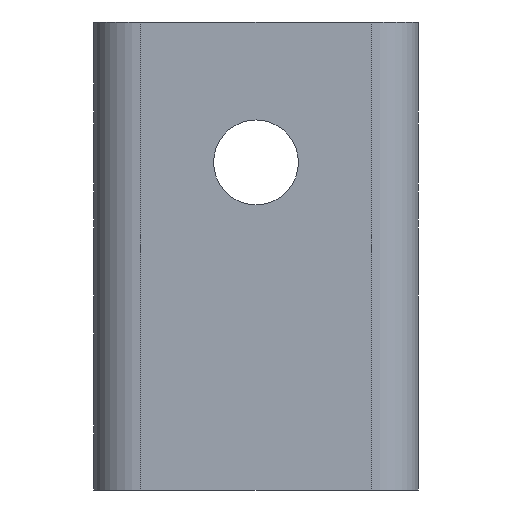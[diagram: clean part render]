
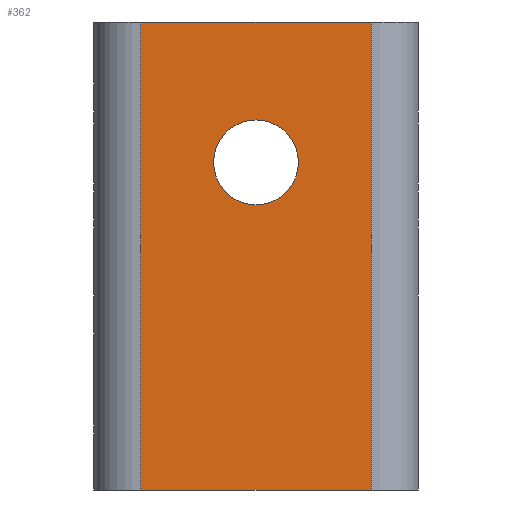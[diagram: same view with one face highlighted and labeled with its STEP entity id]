
A CAD part, front view. The second image highlights one B-rep face of the part: STEP entity #362.
In plain terms, the highlighted planar face has unit normal (0, -1, 0).
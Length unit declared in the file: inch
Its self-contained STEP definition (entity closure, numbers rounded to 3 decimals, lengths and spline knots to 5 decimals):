
#15 = VERTEX_POINT ( 'NONE', #1259 ) ;
#55 = VERTEX_POINT ( 'NONE', #1782 ) ;
#162 = CARTESIAN_POINT ( 'NONE',  ( -0.185, 0., -0.75 ) ) ;
#177 = VERTEX_POINT ( 'NONE', #162 ) ;
#194 = EDGE_CURVE ( 'NONE', #177, #481, #1350, .T. ) ;
#269 = EDGE_LOOP ( 'NONE', ( #977, #950, #1796, #607 ) ) ;
#274 = DIRECTION ( 'NONE',  ( 0., -1., 0. ) ) ;
#362 = ADVANCED_FACE ( 'NONE', ( #1201, #867 ), #1595, .T. ) ;
#367 = CIRCLE ( 'NONE', #1193, 0.068 ) ;
#404 = VERTEX_POINT ( 'NONE', #586 ) ;
#405 = DIRECTION ( 'NONE',  ( 0., -1., 0. ) ) ;
#417 = EDGE_CURVE ( 'NONE', #1535, #177, #2123, .T. ) ;
#466 = DIRECTION ( 'NONE',  ( 1., 0., 0. ) ) ;
#481 = VERTEX_POINT ( 'NONE', #1420 ) ;
#482 = LINE ( 'NONE', #1972, #1404 ) ;
#483 = CARTESIAN_POINT ( 'NONE',  ( -0.26, 0., -0.75 ) ) ;
#489 = CARTESIAN_POINT ( 'NONE',  ( -0.26, 0., 0. ) ) ;
#562 = EDGE_LOOP ( 'NONE', ( #1294, #1588 ) ) ;
#586 = CARTESIAN_POINT ( 'NONE',  ( 0., 0., -0.157 ) ) ;
#603 = DIRECTION ( 'NONE',  ( 0., 0., 1. ) ) ;
#607 = ORIENTED_EDGE ( 'NONE', *, *, #417, .T. ) ;
#754 = CARTESIAN_POINT ( 'NONE',  ( -0.185, 0., 0. ) ) ;
#867 = FACE_OUTER_BOUND ( 'NONE', #269, .T. ) ;
#872 = VECTOR ( 'NONE', #466, 39.37008 ) ;
#901 = CARTESIAN_POINT ( 'NONE',  ( 0., 0., -0.225 ) ) ;
#950 = ORIENTED_EDGE ( 'NONE', *, *, #1240, .T. ) ;
#977 = ORIENTED_EDGE ( 'NONE', *, *, #194, .T. ) ;
#1096 = DIRECTION ( 'NONE',  ( 0., 0., -1. ) ) ;
#1103 = DIRECTION ( 'NONE',  ( 0., 0., -1. ) ) ;
#1186 = DIRECTION ( 'NONE',  ( 1., 0., 0. ) ) ;
#1193 = AXIS2_PLACEMENT_3D ( 'NONE', #901, #405, #1416 ) ;
#1201 = FACE_BOUND ( 'NONE', #562, .T. ) ;
#1240 = EDGE_CURVE ( 'NONE', #481, #55, #482, .T. ) ;
#1258 = AXIS2_PLACEMENT_3D ( 'NONE', #1951, #274, #1970 ) ;
#1259 = CARTESIAN_POINT ( 'NONE',  ( 0., 0., -0.293 ) ) ;
#1294 = ORIENTED_EDGE ( 'NONE', *, *, #1908, .F. ) ;
#1350 = LINE ( 'NONE', #483, #1971 ) ;
#1396 = CARTESIAN_POINT ( 'NONE',  ( 0., 0., -0.225 ) ) ;
#1404 = VECTOR ( 'NONE', #603, 39.37008 ) ;
#1408 = DIRECTION ( 'NONE',  ( 0., -1., 0. ) ) ;
#1416 = DIRECTION ( 'NONE',  ( 0., 0., -1. ) ) ;
#1420 = CARTESIAN_POINT ( 'NONE',  ( 0.185, 0., -0.75 ) ) ;
#1456 = CARTESIAN_POINT ( 'NONE',  ( -0.185, 0., -0.75 ) ) ;
#1535 = VERTEX_POINT ( 'NONE', #754 ) ;
#1588 = ORIENTED_EDGE ( 'NONE', *, *, #2120, .F. ) ;
#1595 = PLANE ( 'NONE',  #1258 ) ;
#1621 = EDGE_CURVE ( 'NONE', #1535, #55, #1993, .T. ) ;
#1721 = AXIS2_PLACEMENT_3D ( 'NONE', #1396, #1408, #1103 ) ;
#1782 = CARTESIAN_POINT ( 'NONE',  ( 0.185, 0., 0. ) ) ;
#1787 = CIRCLE ( 'NONE', #1721, 0.068 ) ;
#1796 = ORIENTED_EDGE ( 'NONE', *, *, #1621, .F. ) ;
#1908 = EDGE_CURVE ( 'NONE', #404, #15, #1787, .T. ) ;
#1951 = CARTESIAN_POINT ( 'NONE',  ( -0.26, 0., -0.75 ) ) ;
#1970 = DIRECTION ( 'NONE',  ( 0., 0., -1. ) ) ;
#1971 = VECTOR ( 'NONE', #1186, 39.37008 ) ;
#1972 = CARTESIAN_POINT ( 'NONE',  ( 0.185, 0., -0.75 ) ) ;
#1993 = LINE ( 'NONE', #489, #872 ) ;
#2108 = VECTOR ( 'NONE', #1096, 39.37008 ) ;
#2120 = EDGE_CURVE ( 'NONE', #15, #404, #367, .T. ) ;
#2123 = LINE ( 'NONE', #1456, #2108 ) ;
